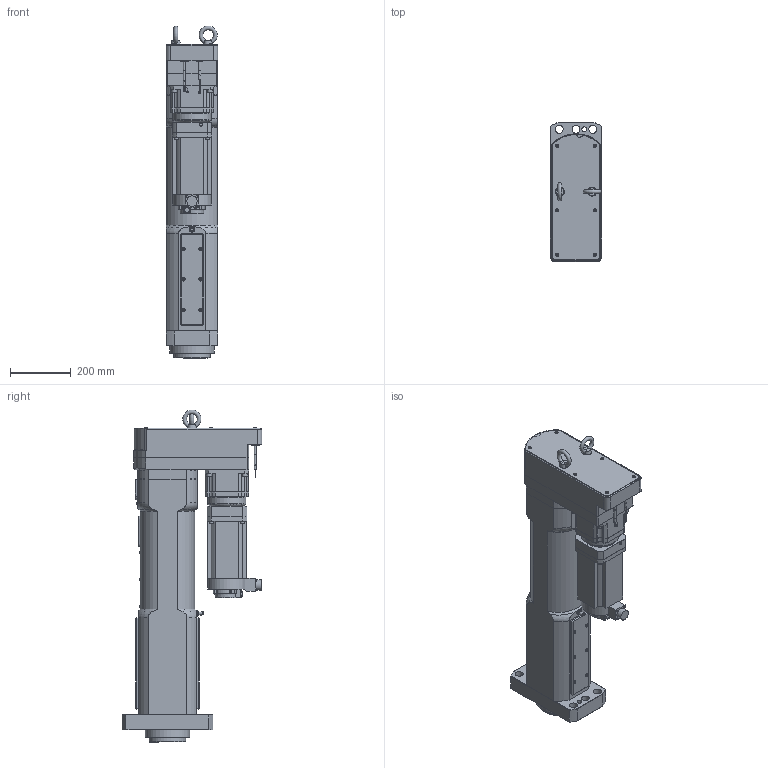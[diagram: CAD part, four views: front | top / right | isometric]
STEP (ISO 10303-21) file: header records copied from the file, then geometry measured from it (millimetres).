
FILE_DESCRIPTION(/* description */ (''),/* implementation_level */ '2;1');
FILE_NAME(/* name */ 'DPS-202Y5-20FB(DS-P028)_OUTLINE.stp',/* time_stamp */ '2017-12-14T14:20:03+09:00',/* author */ ('AkihiroKATO'),/* organization */ (''),/* preprocessor_version */ 'ST-DEVELOPER v16.5',/* originating_system */ 'Autodesk Inventor 2017',/* authorisation */ '');
FILE_SCHEMA (('AUTOMOTIVE_DESIGN { 1 0 10303 214 3 1 1 }'));
Products named in the file (3): DPS-202Y5-20FB(DS-P028)_OUTLINE; DPS-202Y5-20FB(DS-P028)_OUTLINE_1; DS-P028-04
Assembly tree (2 placements, depth 2):
  DPS-202Y5-20FB(DS-P028)_OUTLINE
    DPS-202Y5-20FB(DS-P028)_OUTLINE_1
    DS-P028-04
Bounding box: 168 x 459 x 1089.55 mm (x, y, z)
Volume: 39878896.1 mm3; surface area: 1615507.9 mm2
Topology: 2 solids, 33 shells, 1703 faces, 4212 edges, 2696 vertices
Faces by surface type: plane 877, cylinder 422, cone 286, torus 99, bspline 10, sphere 9
Full cylindrical faces by diameter (mm): 0.5 x5, 0.75 x7, 1 x3, 3.242 x4, 3.5 x1, 4 x3, 4.5 x2, 5 x8, 6 x6, 7 x6, 8 x8, 9 x4, 10 x18, 10.106 x8, 10.2 x1, 11 x12, 12 x10, 13 x4, 13.835 x6, 14 x2, 15 x1, 15.65 x1, 16 x6, 20 x2, 22 x2, 26 x6, 30 x9, 32 x8, 34.5 x1, 41 x1
Entity records: 50825 total; most frequent: CARTESIAN_POINT 11430, DIRECTION 7819, ORIENTED_EDGE 7554, EDGE_CURVE 3767, AXIS2_PLACEMENT_3D 3100, VERTEX_POINT 2569, EDGE_LOOP 2196, FACE_OUTER_BOUND 1703
